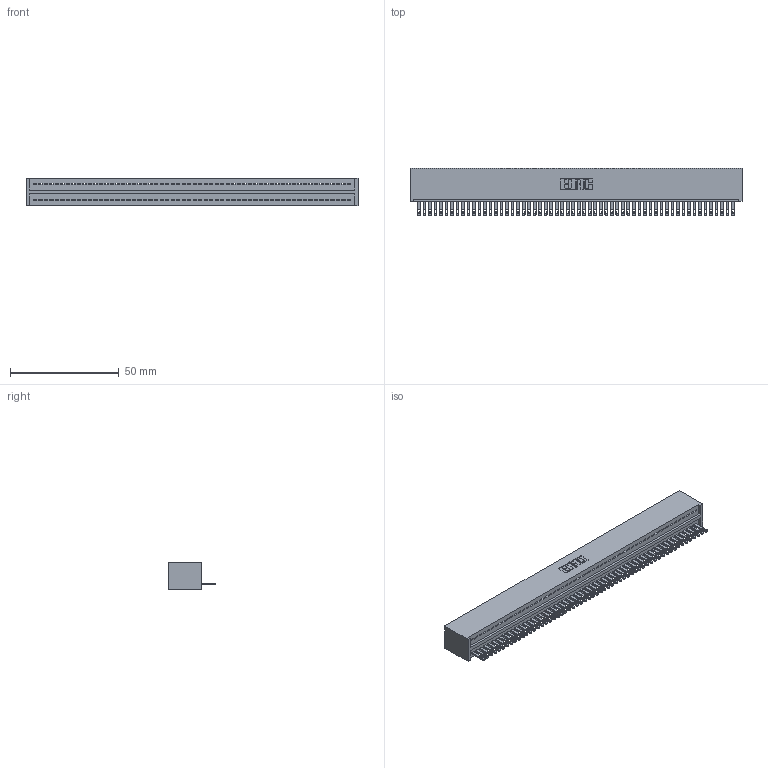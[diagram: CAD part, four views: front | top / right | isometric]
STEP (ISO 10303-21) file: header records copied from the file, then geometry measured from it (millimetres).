
FILE_DESCRIPTION (( 'STEP AP203' ), '1' );
FILE_NAME ('325-058-500-101.STEP', '2020-02-25T01:48:54', ( '' ), ( '' ), 'SwSTEP 2.0', 'SolidWorks 2016', '' );
FILE_SCHEMA (( 'CONFIG_CONTROL_DESIGN' ));
Length unit declared in the file: inch
Products named in the file (3): 325-292-001_325-293-100; 325 Part_Lugless; 325-058-500-101
Assembly tree (59 placements, depth 2):
  325-058-500-101
    325 Part_Lugless
    325-292-001_325-293-100  x58
Bounding box: 152.96 x 21.84 x 12.45 mm (x, y, z)
Volume: 20151.7 mm3; surface area: 22913.2 mm2
Topology: 59 solids, 59 shells, 3238 faces, 10031 edges, 6686 vertices
Faces by surface type: plane 2154, cylinder 1084
Entity records: 33041 total; most frequent: CARTESIAN_POINT 5704, ORIENTED_EDGE 5698, DIRECTION 4773, EDGE_CURVE 2849, VECTOR 2725, LINE 2725, VERTEX_POINT 1898, AXIS2_PLACEMENT_3D 1024
